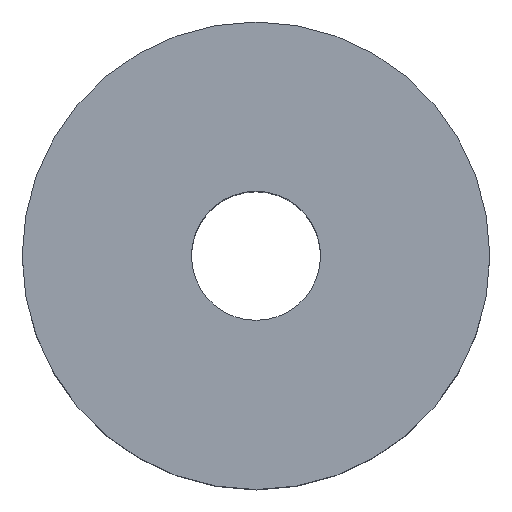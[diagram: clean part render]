
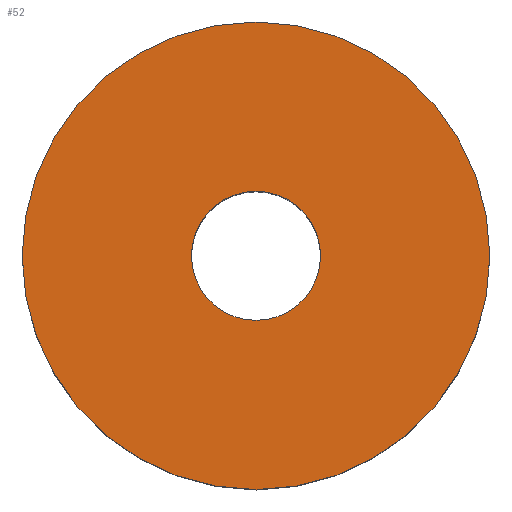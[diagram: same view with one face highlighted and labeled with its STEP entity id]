
A CAD part, top view. The second image highlights one B-rep face of the part: STEP entity #52.
In plain terms, the highlighted planar face has unit normal (0, 0, 1).
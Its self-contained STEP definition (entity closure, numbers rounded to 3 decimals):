
#3 = DIRECTION ( 'NONE',  ( 1., 0., 0. ) ) ;
#4 = PLANE ( 'NONE',  #384 ) ;
#5 = CARTESIAN_POINT ( 'NONE',  ( 0., 0., 1.65 ) ) ;
#9 = ORIENTED_EDGE ( 'NONE', *, *, #389, .T. ) ;
#32 = EDGE_CURVE ( 'NONE', #364, #328, #41, .T. ) ;
#37 = DIRECTION ( 'NONE',  ( 1., 0., 0. ) ) ;
#41 = CIRCLE ( 'NONE', #231, 3.05 ) ;
#52 = ADVANCED_FACE ( 'NONE', ( #236, #159 ), #4, .T. ) ;
#67 = VERTEX_POINT ( 'NONE', #94 ) ;
#94 = CARTESIAN_POINT ( 'NONE',  ( 11.05, 0., 1.65 ) ) ;
#105 = EDGE_LOOP ( 'NONE', ( #374, #9 ) ) ;
#132 = CIRCLE ( 'NONE', #465, 11.05 ) ;
#144 = CIRCLE ( 'NONE', #385, 11.05 ) ;
#151 = ORIENTED_EDGE ( 'NONE', *, *, #32, .F. ) ;
#159 = FACE_OUTER_BOUND ( 'NONE', #105, .T. ) ;
#183 = CIRCLE ( 'NONE', #423, 3.05 ) ;
#216 = CARTESIAN_POINT ( 'NONE',  ( 0., 0., 1.65 ) ) ;
#231 = AXIS2_PLACEMENT_3D ( 'NONE', #481, #461, #464 ) ;
#236 = FACE_BOUND ( 'NONE', #484, .T. ) ;
#241 = EDGE_CURVE ( 'NONE', #269, #67, #132, .T. ) ;
#258 = CARTESIAN_POINT ( 'NONE',  ( 0., 0., 1.65 ) ) ;
#268 = CARTESIAN_POINT ( 'NONE',  ( -3.05, 0., 1.65 ) ) ;
#269 = VERTEX_POINT ( 'NONE', #365 ) ;
#295 = DIRECTION ( 'NONE',  ( 0., 0., 1. ) ) ;
#307 = DIRECTION ( 'NONE',  ( 0., 0., 1. ) ) ;
#320 = EDGE_CURVE ( 'NONE', #328, #364, #183, .T. ) ;
#328 = VERTEX_POINT ( 'NONE', #476 ) ;
#364 = VERTEX_POINT ( 'NONE', #268 ) ;
#365 = CARTESIAN_POINT ( 'NONE',  ( -11.05, 0., 1.65 ) ) ;
#374 = ORIENTED_EDGE ( 'NONE', *, *, #241, .T. ) ;
#381 = CARTESIAN_POINT ( 'NONE',  ( 0., 0., 1.65 ) ) ;
#384 = AXIS2_PLACEMENT_3D ( 'NONE', #5, #307, #3 ) ;
#385 = AXIS2_PLACEMENT_3D ( 'NONE', #258, #295, #442 ) ;
#389 = EDGE_CURVE ( 'NONE', #67, #269, #144, .T. ) ;
#394 = ORIENTED_EDGE ( 'NONE', *, *, #320, .F. ) ;
#423 = AXIS2_PLACEMENT_3D ( 'NONE', #381, #447, #37 ) ;
#431 = DIRECTION ( 'NONE',  ( 0., 0., 1. ) ) ;
#442 = DIRECTION ( 'NONE',  ( 1., 0., 0. ) ) ;
#447 = DIRECTION ( 'NONE',  ( 0., 0., 1. ) ) ;
#461 = DIRECTION ( 'NONE',  ( 0., 0., 1. ) ) ;
#464 = DIRECTION ( 'NONE',  ( 1., 0., 0. ) ) ;
#465 = AXIS2_PLACEMENT_3D ( 'NONE', #216, #431, #474 ) ;
#474 = DIRECTION ( 'NONE',  ( 1., 0., 0. ) ) ;
#476 = CARTESIAN_POINT ( 'NONE',  ( 3.05, 0., 1.65 ) ) ;
#481 = CARTESIAN_POINT ( 'NONE',  ( 0., 0., 1.65 ) ) ;
#484 = EDGE_LOOP ( 'NONE', ( #394, #151 ) ) ;
